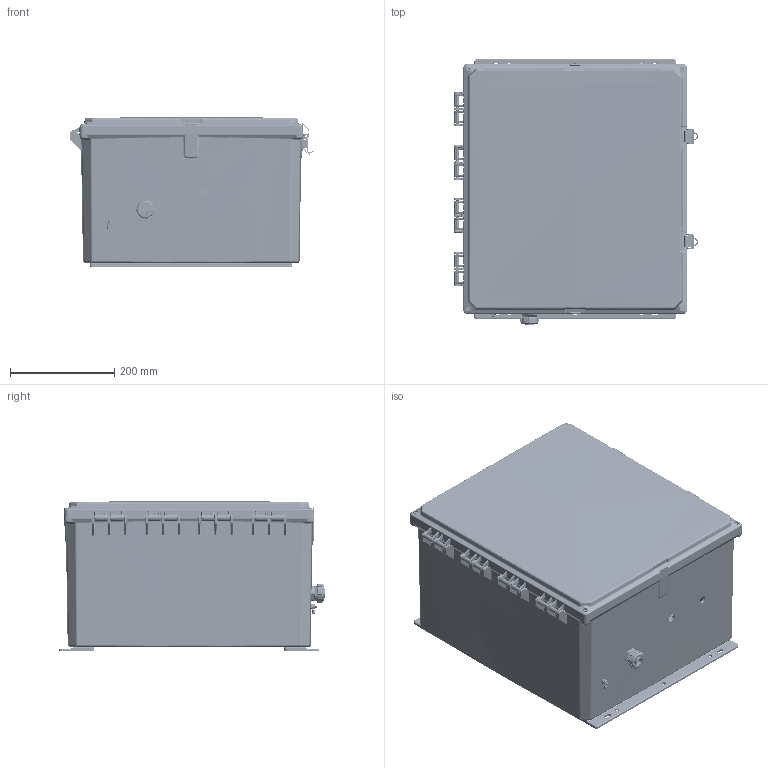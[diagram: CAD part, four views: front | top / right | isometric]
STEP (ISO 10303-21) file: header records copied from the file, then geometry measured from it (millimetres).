
FILE_DESCRIPTION (( 'STEP AP214' ), '1' );
FILE_NAME ('TEBWPC181610-000DR.step', '2020-06-17T13:21:52', ( '' ), ( '' ), 'SwSTEP 2.0', 'SolidWorks 2018', '' );
FILE_SCHEMA (( 'AUTOMOTIVE_DESIGN' ));
Length unit declared in the file: millimetre
Products named in the file (20): XFN-0003; XCT-0010; Integra-Bottom Insert; NBPC18-W-LID; XC-0003; XNBBWPC181610-01; NBBWPC181610; XCT-0011; NBBPC181610_Latch; XCT-0005; TEBWPC181610-000DR; NBBPC181610_box assy; XFS-0026; NBBPC181610_16IN-MNT-FLANGE; Integra-Upper Insert; XFW-0002; 10-32 NEMA PLATE SCREW; XF903-01; NBBPC181610_Box; 1BE04-023
Assembly tree (39 placements, depth 5):
  TEBWPC181610-000DR
    XNBBWPC181610-01
      NBBWPC181610
        NBBPC181610_box assy
          NBBPC181610_Box
          Integra-Bottom Insert  x4
          Integra-Upper Insert  x4
        NBPC18-W-LID
        NBBPC181610_Latch  x2
        NBBPC181610_16IN-MNT-FLANGE  x2
    XFW-0002  x5
    XC-0003
    XCT-0005
    XFN-0003  x2
    XFS-0026
    XCT-0010
    XCT-0011
    10-32 NEMA PLATE SCREW  x4
    1BE04-023  x2
    XF903-01  x4
Bounding box: 469.2 x 510.58 x 290.07 mm (x, y, z)
Volume: 5428364.9 mm3; surface area: 2118267.8 mm2
Topology: 40 solids, 41 shells, 8011 faces, 19123 edges, 10772 vertices
Faces by surface type: cylinder 2370, bspline 2014, plane 1736, cone 1729, torus 162
Entity records: 243076 total; most frequent: CARTESIAN_POINT 127520, ORIENTED_EDGE 25770, DIRECTION 18918, EDGE_CURVE 12885, VERTEX_POINT 7502, AXIS2_PLACEMENT_3D 7054, EDGE_LOOP 5719, ADVANCED_FACE 5503
